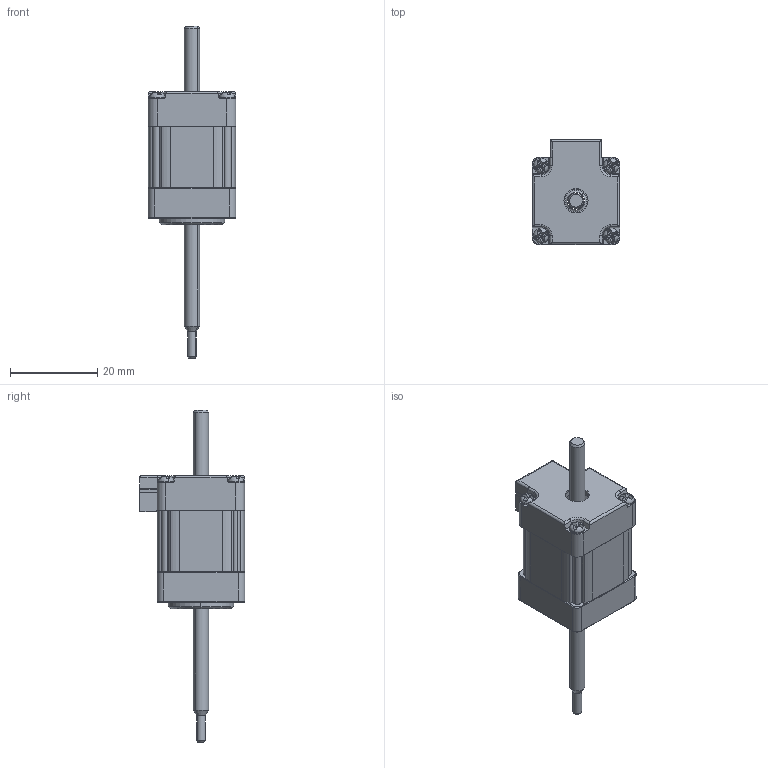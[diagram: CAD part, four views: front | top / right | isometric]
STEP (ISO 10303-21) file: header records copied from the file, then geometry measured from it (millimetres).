
FILE_DESCRIPTION (( 'STEP AP203' ), '1' );
FILE_NAME ('LN081S-E03006-70-S-050.STEP', '2019-01-23T02:37:53', ( 'Sky123.Org' ), ( 'Sky123.Org' ), 'SwSTEP 2.0', 'SolidWorks 2014', '' );
FILE_SCHEMA (( 'CONFIG_CONTROL_DESIGN' ));
Length unit declared in the file: millimetre
Products named in the file (1): LN081S-E03006-70-S-050
Bounding box: 20 x 24.1 x 76 mm (x, y, z)
Surface area: 5990.7 mm2 (no closed solid volume)
Topology: 0 solids, 32 shells, 301 faces, 1055 edges, 767 vertices
Faces by surface type: plane 157, cylinder 100, cone 26, torus 18
Entity records: 11579 total; most frequent: CARTESIAN_POINT 2502, DIRECTION 1896, ORIENTED_EDGE 1687, EDGE_CURVE 1055, VERTEX_POINT 767, VECTOR 662, LINE 662, AXIS2_PLACEMENT_3D 617
